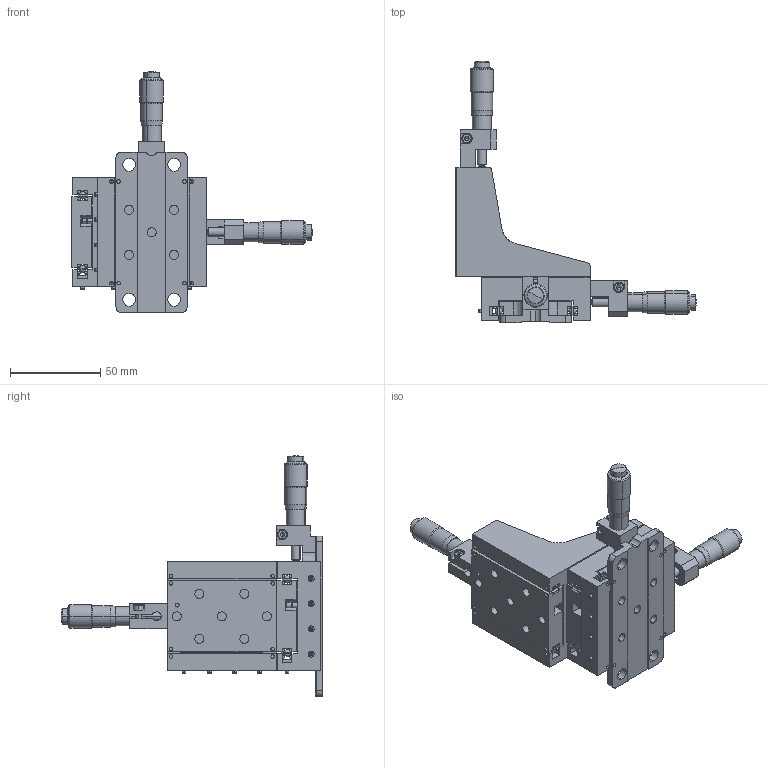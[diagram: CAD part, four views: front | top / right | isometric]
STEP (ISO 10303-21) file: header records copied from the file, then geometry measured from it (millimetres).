
FILE_DESCRIPTION (( 'STEP AP203' ), '1' );
FILE_NAME ('TSMW13-XYZ-1A(AP203).STEP', '2021-05-06T06:44:10', ( '' ), ( '' ), 'SwSTEP 2.0', 'SolidWorks 2017', '' );
FILE_SCHEMA (( 'CONFIG_CONTROL_DESIGN' ));
Length unit declared in the file: millimetre
Products named in the file (1): TSMW13-XYZ-1A(AP203)
Bounding box: 133.6 x 145.3 x 133.7 mm (x, y, z)
Volume: 216411.9 mm3; surface area: 102497.3 mm2
Topology: 105 solids, 105 shells, 1542 faces, 3925 edges, 2502 vertices
Faces by surface type: plane 762, cylinder 518, cone 184, sphere 64, torus 14
Entity records: 45854 total; most frequent: DIRECTION 8271, CARTESIAN_POINT 7914, ORIENTED_EDGE 7458, EDGE_CURVE 3729, AXIS2_PLACEMENT_3D 3025, VERTEX_POINT 2424, VECTOR 2221, LINE 2221
